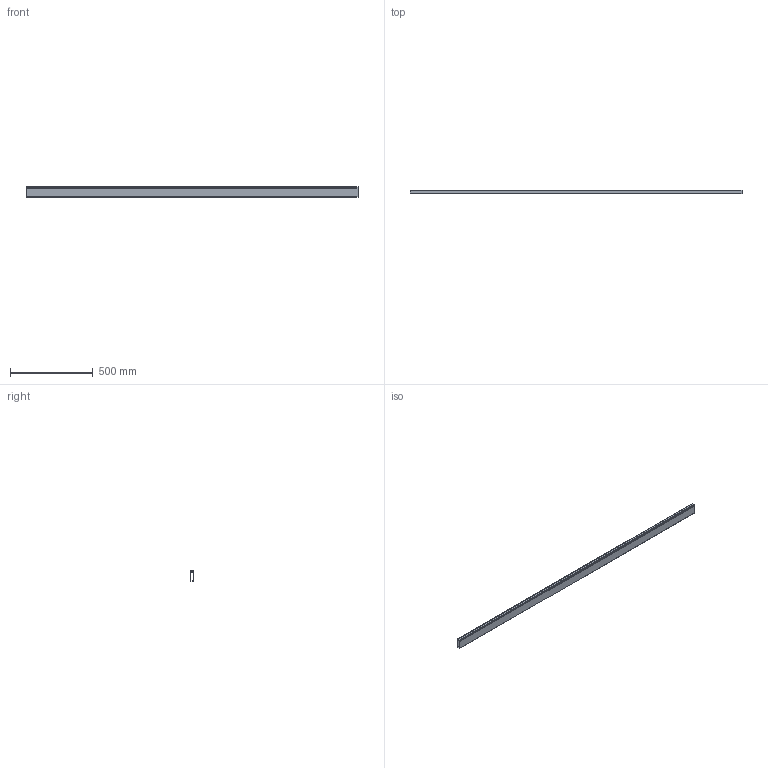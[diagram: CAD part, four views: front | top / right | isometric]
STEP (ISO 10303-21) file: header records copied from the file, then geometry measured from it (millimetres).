
FILE_DESCRIPTION (( 'STEP AP214' ), '1' );
FILE_NAME ('6178201.stp', '2016-08-03T14:13:49', ( '' ), ( '' ), 'SwSTEP 2.0', 'SolidWorks 2014', '' );
FILE_SCHEMA (( 'AUTOMOTIVE_DESIGN' ));
Length unit declared in the file: millimetre
Products named in the file (3): LK4_15_OT_5.1; 6178201; LK4_60015_UT
Assembly tree (2 placements, depth 2):
  6178201
    LK4_15_OT_5.1
    LK4_60015_UT
Bounding box: 2000 x 20 x 62.8 mm (x, y, z)
Volume: 583715.4 mm3; surface area: 735754.7 mm2
Topology: 2 solids, 2 shells, 77 faces, 219 edges, 146 vertices
Faces by surface type: plane 40, cylinder 37
Entity records: 3484 total; most frequent: DIRECTION 457, CARTESIAN_POINT 447, ORIENTED_EDGE 438, EDGE_CURVE 219, AXIS2_PLACEMENT_3D 156, VERTEX_POINT 146, VECTOR 145, LINE 145
